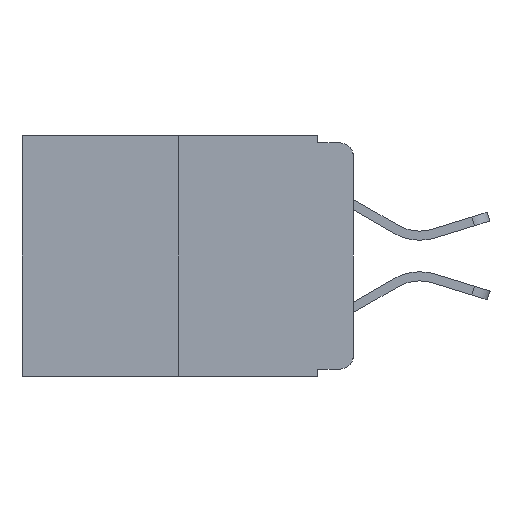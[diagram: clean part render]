
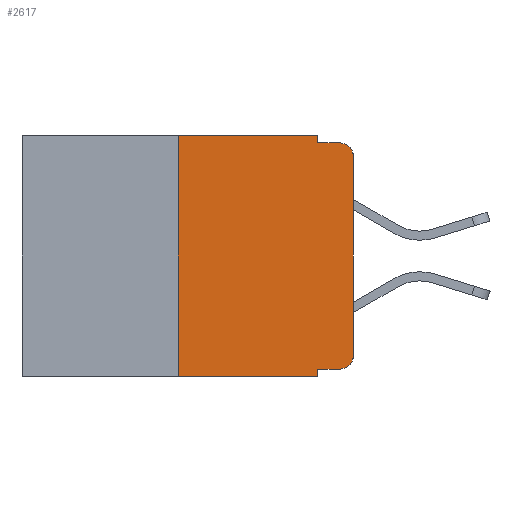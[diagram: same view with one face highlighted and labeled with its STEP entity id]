
A CAD part, left-side view. The second image highlights one B-rep face of the part: STEP entity #2617.
In plain terms, the highlighted planar face has unit normal (-1, 0, 0).
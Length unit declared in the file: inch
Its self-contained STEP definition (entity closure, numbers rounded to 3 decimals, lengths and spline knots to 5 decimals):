
#153 = DIRECTION ( 'NONE',  ( 0., -1., 0. ) ) ;
#328 = CARTESIAN_POINT ( 'NONE',  ( 0., 0.051, -0.333 ) ) ;
#386 = CARTESIAN_POINT ( 'NONE',  ( 0., 0.051, 0. ) ) ;
#446 = ORIENTED_EDGE ( 'NONE', *, *, #784, .T. ) ;
#620 = LINE ( 'NONE', #5890, #3595 ) ;
#758 = FACE_OUTER_BOUND ( 'NONE', #3499, .T. ) ;
#770 = CARTESIAN_POINT ( 'NONE',  ( 0., 0.25, 0. ) ) ;
#784 = EDGE_CURVE ( 'NONE', #2101, #9094, #7480, .T. ) ;
#909 = CARTESIAN_POINT ( 'NONE',  ( 0., 0.051, -0.01 ) ) ;
#1292 = EDGE_CURVE ( 'NONE', #3653, #5841, #5684, .T. ) ;
#1315 = CIRCLE ( 'NONE', #9278, 0.02 ) ;
#1497 = DIRECTION ( 'NONE',  ( 0., -1., 0. ) ) ;
#1526 = VERTEX_POINT ( 'NONE', #386 ) ;
#1644 = DIRECTION ( 'NONE',  ( 0., -1., 0. ) ) ;
#1724 = DIRECTION ( 'NONE',  ( 0., 0., -1. ) ) ;
#1761 = VECTOR ( 'NONE', #1644, 39.37008 ) ;
#1962 = DIRECTION ( 'NONE',  ( 0., 0., -1. ) ) ;
#1963 = ORIENTED_EDGE ( 'NONE', *, *, #1292, .F. ) ;
#2075 = EDGE_CURVE ( 'NONE', #7311, #3792, #3902, .T. ) ;
#2101 = VERTEX_POINT ( 'NONE', #5071 ) ;
#2173 = ORIENTED_EDGE ( 'NONE', *, *, #4009, .F. ) ;
#2215 = EDGE_CURVE ( 'NONE', #9094, #6272, #9622, .T. ) ;
#2617 = ADVANCED_FACE ( 'NONE', ( #758 ), #7054, .F. ) ;
#2758 = CARTESIAN_POINT ( 'NONE',  ( 0., 0.473, -0.343 ) ) ;
#3014 = CARTESIAN_POINT ( 'NONE',  ( 0., 0.051, 0. ) ) ;
#3325 = ORIENTED_EDGE ( 'NONE', *, *, #8636, .T. ) ;
#3476 = LINE ( 'NONE', #7993, #1761 ) ;
#3499 = EDGE_LOOP ( 'NONE', ( #446, #8942, #6457, #6982, #2173, #1963, #3325, #10695, #7706, #9399 ) ) ;
#3595 = VECTOR ( 'NONE', #1497, 39.37008 ) ;
#3653 = VERTEX_POINT ( 'NONE', #9665 ) ;
#3746 = CARTESIAN_POINT ( 'NONE',  ( 0., 0.051, 0. ) ) ;
#3755 = CARTESIAN_POINT ( 'NONE',  ( 0., 0.25, 0. ) ) ;
#3757 = VECTOR ( 'NONE', #11173, 39.37008 ) ;
#3792 = VERTEX_POINT ( 'NONE', #10554 ) ;
#3900 = CARTESIAN_POINT ( 'NONE',  ( 0., 0.051, -0.01 ) ) ;
#3902 = LINE ( 'NONE', #3014, #5499 ) ;
#4009 = EDGE_CURVE ( 'NONE', #5841, #1526, #620, .T. ) ;
#4901 = VECTOR ( 'NONE', #9227, 39.37008 ) ;
#4930 = EDGE_CURVE ( 'NONE', #8349, #2101, #1315, .T. ) ;
#5071 = CARTESIAN_POINT ( 'NONE',  ( 0., 0., -0.313 ) ) ;
#5174 = DIRECTION ( 'NONE',  ( 1., 0., 0. ) ) ;
#5206 = CARTESIAN_POINT ( 'NONE',  ( 0., 0.02, -0.333 ) ) ;
#5445 = CARTESIAN_POINT ( 'NONE',  ( 0., 0.02, -0.03 ) ) ;
#5499 = VECTOR ( 'NONE', #7483, 39.37008 ) ;
#5607 = LINE ( 'NONE', #3746, #6897 ) ;
#5684 = LINE ( 'NONE', #3755, #4901 ) ;
#5841 = VERTEX_POINT ( 'NONE', #770 ) ;
#5890 = CARTESIAN_POINT ( 'NONE',  ( 0., 0.473, 0. ) ) ;
#6241 = DIRECTION ( 'NONE',  ( 0., -1., 0. ) ) ;
#6272 = VERTEX_POINT ( 'NONE', #8645 ) ;
#6370 = VECTOR ( 'NONE', #6241, 39.37008 ) ;
#6405 = EDGE_CURVE ( 'NONE', #1526, #7851, #5607, .T. ) ;
#6457 = ORIENTED_EDGE ( 'NONE', *, *, #8524, .F. ) ;
#6897 = VECTOR ( 'NONE', #1962, 39.37008 ) ;
#6982 = ORIENTED_EDGE ( 'NONE', *, *, #6405, .F. ) ;
#7054 = PLANE ( 'NONE',  #10849 ) ;
#7311 = VERTEX_POINT ( 'NONE', #328 ) ;
#7365 = CARTESIAN_POINT ( 'NONE',  ( 0., 0., -0.03 ) ) ;
#7480 = LINE ( 'NONE', #11277, #3757 ) ;
#7483 = DIRECTION ( 'NONE',  ( 0., 0., -1. ) ) ;
#7590 = CARTESIAN_POINT ( 'NONE',  ( 0., 0.02, -0.313 ) ) ;
#7706 = ORIENTED_EDGE ( 'NONE', *, *, #9425, .T. ) ;
#7851 = VERTEX_POINT ( 'NONE', #3900 ) ;
#7993 = CARTESIAN_POINT ( 'NONE',  ( 0., 0.051, -0.333 ) ) ;
#8349 = VERTEX_POINT ( 'NONE', #5206 ) ;
#8524 = EDGE_CURVE ( 'NONE', #7851, #6272, #11369, .T. ) ;
#8577 = DIRECTION ( 'NONE',  ( 0., 0., -1. ) ) ;
#8636 = EDGE_CURVE ( 'NONE', #3653, #3792, #10679, .T. ) ;
#8645 = CARTESIAN_POINT ( 'NONE',  ( 0., 0.02, -0.01 ) ) ;
#8834 = DIRECTION ( 'NONE',  ( 0., 0., -1. ) ) ;
#8942 = ORIENTED_EDGE ( 'NONE', *, *, #2215, .T. ) ;
#8983 = VECTOR ( 'NONE', #153, 39.37008 ) ;
#9094 = VERTEX_POINT ( 'NONE', #7365 ) ;
#9227 = DIRECTION ( 'NONE',  ( 0., 0., 1. ) ) ;
#9278 = AXIS2_PLACEMENT_3D ( 'NONE', #7590, #11159, #8577 ) ;
#9399 = ORIENTED_EDGE ( 'NONE', *, *, #4930, .T. ) ;
#9425 = EDGE_CURVE ( 'NONE', #7311, #8349, #3476, .T. ) ;
#9622 = CIRCLE ( 'NONE', #10697, 0.02 ) ;
#9665 = CARTESIAN_POINT ( 'NONE',  ( 0., 0.25, -0.343 ) ) ;
#9791 = DIRECTION ( 'NONE',  ( -1., 0., 0. ) ) ;
#10513 = CARTESIAN_POINT ( 'NONE',  ( 0., 0.473, 0. ) ) ;
#10554 = CARTESIAN_POINT ( 'NONE',  ( 0., 0.051, -0.343 ) ) ;
#10679 = LINE ( 'NONE', #2758, #8983 ) ;
#10695 = ORIENTED_EDGE ( 'NONE', *, *, #2075, .F. ) ;
#10697 = AXIS2_PLACEMENT_3D ( 'NONE', #5445, #9791, #8834 ) ;
#10849 = AXIS2_PLACEMENT_3D ( 'NONE', #10513, #5174, #1724 ) ;
#11159 = DIRECTION ( 'NONE',  ( -1., 0., 0. ) ) ;
#11173 = DIRECTION ( 'NONE',  ( 0., 0., 1. ) ) ;
#11277 = CARTESIAN_POINT ( 'NONE',  ( 0., 0., 0. ) ) ;
#11369 = LINE ( 'NONE', #909, #6370 ) ;
